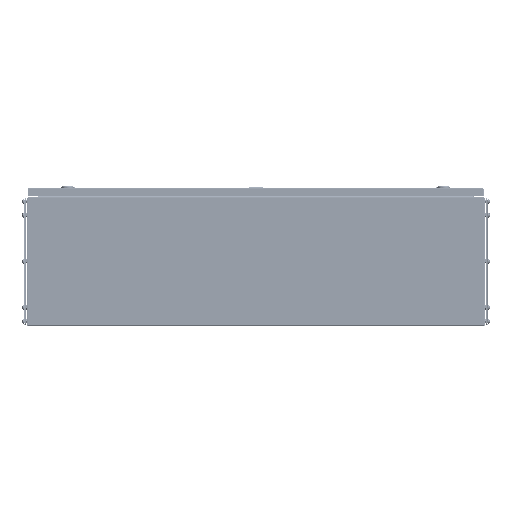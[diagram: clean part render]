
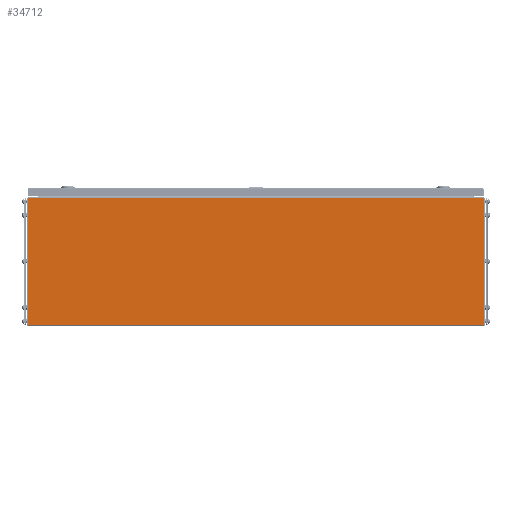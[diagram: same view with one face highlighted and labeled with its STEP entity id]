
A CAD part, left-side view. The second image highlights one B-rep face of the part: STEP entity #34712.
In plain terms, the highlighted planar face has unit normal (-1, 0, 0).
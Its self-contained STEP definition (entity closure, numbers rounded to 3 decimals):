
#2170 = VERTEX_POINT ( 'NONE', #56670 ) ;
#2772 = DIRECTION ( 'NONE',  ( 0., 0., -1. ) ) ;
#2810 = DIRECTION ( 'NONE',  ( 0., 1., 0. ) ) ;
#3073 = ORIENTED_EDGE ( 'NONE', *, *, #74172, .T. ) ;
#3292 = CARTESIAN_POINT ( 'NONE',  ( -250., 495.5, 277.5 ) ) ;
#5629 = ORIENTED_EDGE ( 'NONE', *, *, #76518, .T. ) ;
#9048 = LINE ( 'NONE', #51291, #56785 ) ;
#12708 = LINE ( 'NONE', #67934, #19065 ) ;
#13386 = CARTESIAN_POINT ( 'NONE',  ( -250., -495.5, 277.5 ) ) ;
#16296 = PLANE ( 'NONE',  #16871 ) ;
#16871 = AXIS2_PLACEMENT_3D ( 'NONE', #23038, #37423, #57206 ) ;
#19065 = VECTOR ( 'NONE', #39677, 1000. ) ;
#20558 = DIRECTION ( 'NONE',  ( 0., 1., 0. ) ) ;
#21826 = EDGE_CURVE ( 'NONE', #29946, #84741, #36963, .T. ) ;
#23038 = CARTESIAN_POINT ( 'NONE',  ( -250., 0., 0. ) ) ;
#29946 = VERTEX_POINT ( 'NONE', #52836 ) ;
#30227 = FACE_OUTER_BOUND ( 'NONE', #61931, .T. ) ;
#34712 = ADVANCED_FACE ( 'NONE', ( #30227 ), #16296, .F. ) ;
#36963 = LINE ( 'NONE', #44142, #45166 ) ;
#37423 = DIRECTION ( 'NONE',  ( 1., 0., 0. ) ) ;
#39677 = DIRECTION ( 'NONE',  ( 0., 0., 1. ) ) ;
#44142 = CARTESIAN_POINT ( 'NONE',  ( -250., 495.5, 1. ) ) ;
#44229 = VERTEX_POINT ( 'NONE', #3292 ) ;
#45166 = VECTOR ( 'NONE', #2810, 1000. ) ;
#49028 = CARTESIAN_POINT ( 'NONE',  ( -250., 495.5, 1. ) ) ;
#50078 = ORIENTED_EDGE ( 'NONE', *, *, #63952, .T. ) ;
#51291 = CARTESIAN_POINT ( 'NONE',  ( -250., 495.5, 0. ) ) ;
#52836 = CARTESIAN_POINT ( 'NONE',  ( -250., -495.5, 1. ) ) ;
#56670 = CARTESIAN_POINT ( 'NONE',  ( -250., -495.5, 277.5 ) ) ;
#56785 = VECTOR ( 'NONE', #2772, 1000. ) ;
#57206 = DIRECTION ( 'NONE',  ( 0., 0., -1. ) ) ;
#61931 = EDGE_LOOP ( 'NONE', ( #5629, #50078, #70120, #3073 ) ) ;
#63952 = EDGE_CURVE ( 'NONE', #44229, #84741, #9048, .T. ) ;
#67934 = CARTESIAN_POINT ( 'NONE',  ( -250., -495.5, 0. ) ) ;
#69508 = LINE ( 'NONE', #13386, #88094 ) ;
#70120 = ORIENTED_EDGE ( 'NONE', *, *, #21826, .F. ) ;
#74172 = EDGE_CURVE ( 'NONE', #29946, #2170, #12708, .T. ) ;
#76518 = EDGE_CURVE ( 'NONE', #2170, #44229, #69508, .T. ) ;
#84741 = VERTEX_POINT ( 'NONE', #49028 ) ;
#88094 = VECTOR ( 'NONE', #20558, 1000. ) ;
